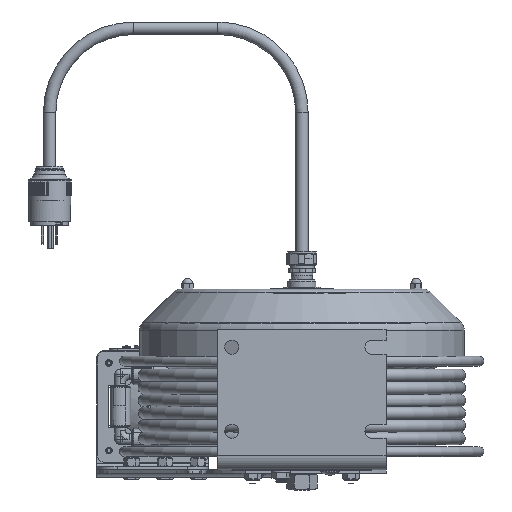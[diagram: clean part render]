
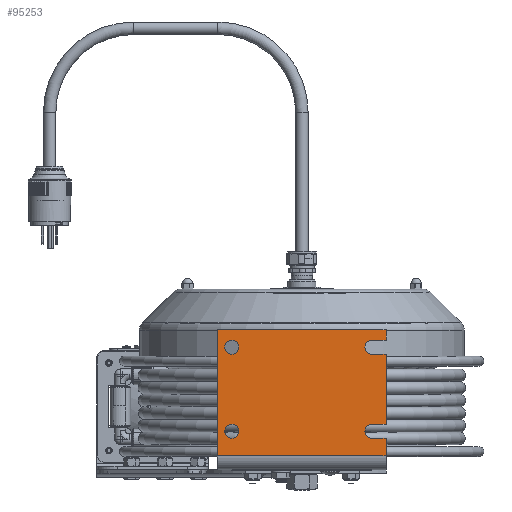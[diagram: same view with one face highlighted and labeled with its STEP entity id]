
A CAD part, front view. The second image highlights one B-rep face of the part: STEP entity #95253.
In plain terms, the highlighted planar face has unit normal (0, -1, 0).
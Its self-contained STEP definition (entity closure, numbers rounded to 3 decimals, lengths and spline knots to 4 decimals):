
#5250=FACE_BOUND('',#12435,.T.);
#5251=FACE_BOUND('',#12436,.T.);
#5928=CIRCLE('',#99439,0.25);
#5930=CIRCLE('',#99444,0.25);
#5933=CIRCLE('',#99448,0.25);
#5935=CIRCLE('',#99451,0.25);
#8815=FACE_OUTER_BOUND('',#12434,.T.);
#12434=EDGE_LOOP('',(#65208,#65209,#65210,#65211,#65212,#65213,#65214,#65215,
#65216,#65217,#65218,#65219));
#12435=EDGE_LOOP('',(#65220));
#12436=EDGE_LOOP('',(#65221));
#16717=LINE('',#125554,#26387);
#16723=LINE('',#125565,#26393);
#16724=LINE('',#125568,#26394);
#16728=LINE('',#125580,#26398);
#16733=LINE('',#125589,#26403);
#16737=LINE('',#125610,#26407);
#16745=LINE('',#125625,#26415);
#16746=LINE('',#125628,#26416);
#16747=LINE('',#125630,#26417);
#16748=LINE('',#125631,#26418);
#26387=VECTOR('',#104920,0.3937);
#26393=VECTOR('',#104928,0.3937);
#26394=VECTOR('',#104931,0.3937);
#26398=VECTOR('',#104943,0.3937);
#26403=VECTOR('',#104950,0.3937);
#26407=VECTOR('',#104974,0.3937);
#26415=VECTOR('',#104986,0.3937);
#26416=VECTOR('',#104989,0.3937);
#26417=VECTOR('',#104990,0.3937);
#26418=VECTOR('',#104991,0.3937);
#36057=VERTEX_POINT('',#125552);
#36058=VERTEX_POINT('',#125553);
#36062=VERTEX_POINT('',#125563);
#36063=VERTEX_POINT('',#125567);
#36065=VERTEX_POINT('',#125573);
#36067=VERTEX_POINT('',#125579);
#36070=VERTEX_POINT('',#125587);
#36071=VERTEX_POINT('',#125591);
#36074=VERTEX_POINT('',#125599);
#36076=VERTEX_POINT('',#125605);
#36077=VERTEX_POINT('',#125609);
#36082=VERTEX_POINT('',#125623);
#36083=VERTEX_POINT('',#125627);
#36084=VERTEX_POINT('',#125629);
#48719=EDGE_CURVE('',#36057,#36058,#16717,.T.);
#48725=EDGE_CURVE('',#36058,#36062,#16723,.T.);
#48726=EDGE_CURVE('',#36062,#36063,#16724,.T.);
#48729=EDGE_CURVE('',#36063,#36065,#5928,.T.);
#48732=EDGE_CURVE('',#36065,#36067,#16728,.T.);
#48737=EDGE_CURVE('',#36067,#36070,#16733,.T.);
#48738=EDGE_CURVE('',#36071,#36057,#5930,.T.);
#48743=EDGE_CURVE('',#36074,#36074,#5933,.T.);
#48746=EDGE_CURVE('',#36076,#36076,#5935,.T.);
#48747=EDGE_CURVE('',#36077,#36071,#16737,.T.);
#48755=EDGE_CURVE('',#36070,#36082,#16745,.T.);
#48756=EDGE_CURVE('',#36082,#36083,#16746,.T.);
#48757=EDGE_CURVE('',#36084,#36083,#16747,.T.);
#48758=EDGE_CURVE('',#36084,#36077,#16748,.T.);
#65208=ORIENTED_EDGE('',*,*,#48747,.T.);
#65209=ORIENTED_EDGE('',*,*,#48738,.T.);
#65210=ORIENTED_EDGE('',*,*,#48719,.T.);
#65211=ORIENTED_EDGE('',*,*,#48725,.T.);
#65212=ORIENTED_EDGE('',*,*,#48726,.T.);
#65213=ORIENTED_EDGE('',*,*,#48729,.T.);
#65214=ORIENTED_EDGE('',*,*,#48732,.T.);
#65215=ORIENTED_EDGE('',*,*,#48737,.T.);
#65216=ORIENTED_EDGE('',*,*,#48755,.T.);
#65217=ORIENTED_EDGE('',*,*,#48756,.T.);
#65218=ORIENTED_EDGE('',*,*,#48757,.F.);
#65219=ORIENTED_EDGE('',*,*,#48758,.T.);
#65220=ORIENTED_EDGE('',*,*,#48743,.T.);
#65221=ORIENTED_EDGE('',*,*,#48746,.T.);
#89414=PLANE('',#99455);
#95253=ADVANCED_FACE('',(#8815,#5250,#5251),#89414,.F.);
#99439=AXIS2_PLACEMENT_3D('',#125574,#104936,#104937);
#99444=AXIS2_PLACEMENT_3D('',#125592,#104953,#104954);
#99448=AXIS2_PLACEMENT_3D('',#125601,#104963,#104964);
#99451=AXIS2_PLACEMENT_3D('',#125607,#104970,#104971);
#99455=AXIS2_PLACEMENT_3D('',#125626,#104987,#104988);
#104920=DIRECTION('',(1.,0.,0.));
#104928=DIRECTION('',(0.,0.,1.));
#104931=DIRECTION('',(-1.,0.,0.));
#104936=DIRECTION('center_axis',(0.,1.,0.));
#104937=DIRECTION('ref_axis',(0.,0.,-1.));
#104943=DIRECTION('',(1.,0.,0.));
#104950=DIRECTION('',(0.,0.,1.));
#104953=DIRECTION('center_axis',(0.,1.,0.));
#104954=DIRECTION('ref_axis',(0.,0.,-1.));
#104963=DIRECTION('center_axis',(0.,1.,0.));
#104964=DIRECTION('ref_axis',(-1.,0.,0.));
#104970=DIRECTION('center_axis',(0.,1.,0.));
#104971=DIRECTION('ref_axis',(-1.,0.,0.));
#104974=DIRECTION('',(-1.,0.,0.));
#104986=DIRECTION('',(-1.,0.,0.));
#104987=DIRECTION('center_axis',(0.,1.,0.));
#104988=DIRECTION('ref_axis',(0.,0.,1.));
#104989=DIRECTION('',(0.,0.,-1.));
#104990=DIRECTION('',(-1.,0.,0.));
#104991=DIRECTION('',(0.,0.,1.));
#125552=CARTESIAN_POINT('',(2.5,-7.5,1.625));
#125553=CARTESIAN_POINT('',(3.,-7.5,1.625));
#125554=CARTESIAN_POINT('',(1.25,-7.5,1.625));
#125563=CARTESIAN_POINT('',(3.,-7.5,4.125));
#125565=CARTESIAN_POINT('',(3.,-7.5,0.));
#125567=CARTESIAN_POINT('',(2.5,-7.5,4.125));
#125568=CARTESIAN_POINT('',(1.5,-7.5,4.125));
#125573=CARTESIAN_POINT('',(2.5,-7.5,4.625));
#125574=CARTESIAN_POINT('Origin',(2.5,-7.5,4.375));
#125579=CARTESIAN_POINT('',(3.,-7.5,4.625));
#125580=CARTESIAN_POINT('',(1.25,-7.5,4.625));
#125587=CARTESIAN_POINT('',(3.,-7.5,5.));
#125589=CARTESIAN_POINT('',(3.,-7.5,0.));
#125591=CARTESIAN_POINT('',(2.5,-7.5,1.125));
#125592=CARTESIAN_POINT('Origin',(2.5,-7.5,1.375));
#125599=CARTESIAN_POINT('',(-2.25,-7.5,1.375));
#125601=CARTESIAN_POINT('Origin',(-2.5,-7.5,1.375));
#125605=CARTESIAN_POINT('',(-2.25,-7.5,4.375));
#125607=CARTESIAN_POINT('Origin',(-2.5,-7.5,4.375));
#125609=CARTESIAN_POINT('',(3.,-7.5,1.125));
#125610=CARTESIAN_POINT('',(1.5,-7.5,1.125));
#125623=CARTESIAN_POINT('',(-3.,-7.5,5.));
#125625=CARTESIAN_POINT('',(3.,-7.5,5.));
#125626=CARTESIAN_POINT('Origin',(0.,-7.5,2.5));
#125627=CARTESIAN_POINT('',(-3.,-7.5,0.5));
#125628=CARTESIAN_POINT('',(-3.,-7.5,5.));
#125629=CARTESIAN_POINT('',(3.,-7.5,0.5));
#125630=CARTESIAN_POINT('',(-3.,-7.5,0.5));
#125631=CARTESIAN_POINT('',(3.,-7.5,0.));
